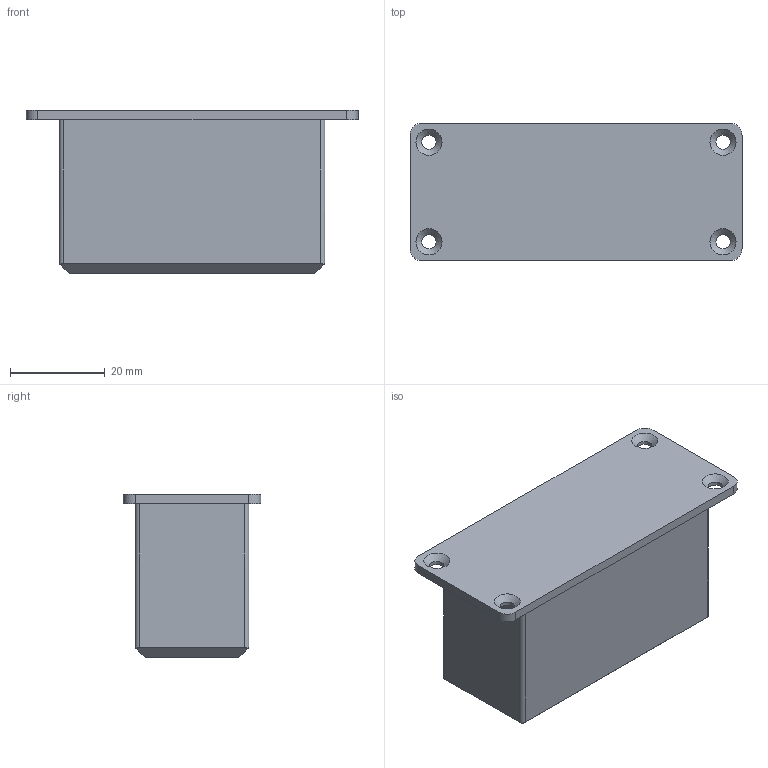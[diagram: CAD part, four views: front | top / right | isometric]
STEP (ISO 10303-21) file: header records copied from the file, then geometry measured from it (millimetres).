
FILE_DESCRIPTION(/* description */ ('Alibre Inc.'),/* implementation_level */ '2;1');
FILE_NAME(/* name */ 'export-B4DEDA89-6717-43A1-A576-56D7E9A66782',/* time_stamp */ '2022-02-10T20:51:19-05:00',/* author */ (''),/* organization */ (''),/* preprocessor_version */ 'ST-DEVELOPER v17',/* originating_system */ 'Alibre',/* authorisation */ '');
FILE_SCHEMA (('AUTOMOTIVE_DESIGN'));
Length unit declared in the file: centimetre
Bounding box: 70 x 29 x 34.5 mm (x, y, z)
Volume: 47257.4 mm3; surface area: 9380.2 mm2
Topology: 1 solids, 1 shells, 31 faces, 80 edges, 52 vertices
Faces by surface type: plane 15, cylinder 12, cone 4
Full cylindrical faces by diameter (mm): 3 x4
Entity records: 930 total; most frequent: CARTESIAN_POINT 155, DIRECTION 151, ORIENTED_EDGE 144, EDGE_CURVE 72, AXIS2_PLACEMENT_3D 63, VERTEX_POINT 52, EDGE_LOOP 48, FACE_BOUND 48
